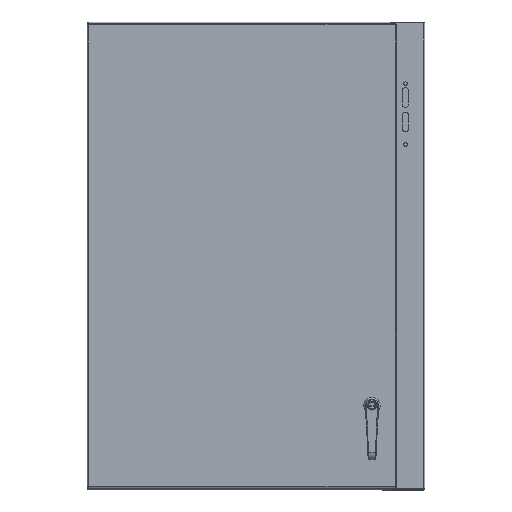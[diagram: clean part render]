
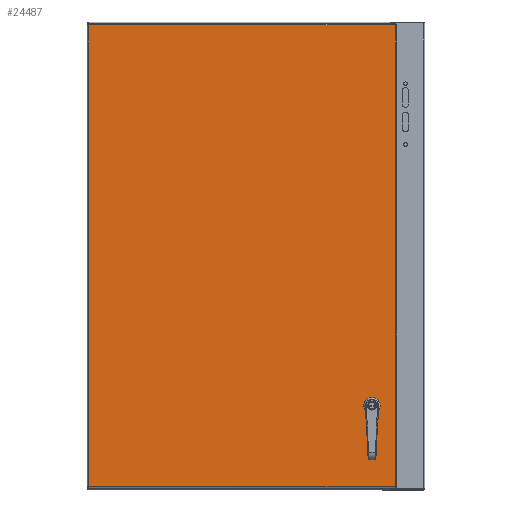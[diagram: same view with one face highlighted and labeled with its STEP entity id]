
A CAD part, top view. The second image highlights one B-rep face of the part: STEP entity #24487.
In plain terms, the highlighted face is planar.
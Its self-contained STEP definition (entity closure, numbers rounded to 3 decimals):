
#1167=FACE_BOUND('',#6099,.T.);
#2442=CIRCLE('',#26767,0.453);
#2444=CIRCLE('',#26771,0.453);
#2446=CIRCLE('',#26775,0.453);
#2448=CIRCLE('',#26779,0.453);
#4340=FACE_OUTER_BOUND('',#6098,.T.);
#6098=EDGE_LOOP('',(#20646,#20647,#20648,#20649));
#6099=EDGE_LOOP('',(#20650,#20651,#20652,#20653,#20654,#20655,#20656,#20657));
#7845=LINE('',#50313,#9598);
#7849=LINE('',#50325,#9602);
#7853=LINE('',#50337,#9606);
#7857=LINE('',#50347,#9610);
#7858=LINE('',#50358,#9611);
#7866=LINE('',#50444,#9619);
#7881=LINE('',#50544,#9634);
#7896=LINE('',#50643,#9649);
#9598=VECTOR('',#32507,0.425);
#9602=VECTOR('',#32519,0.425);
#9606=VECTOR('',#32531,0.425);
#9610=VECTOR('',#32543,0.425);
#9611=VECTOR('',#32546,35.54);
#9619=VECTOR('',#32562,23.602);
#9634=VECTOR('',#32591,35.54);
#9649=VECTOR('',#32620,23.602);
#11670=VERTEX_POINT('',#50304);
#11671=VERTEX_POINT('',#50306);
#11673=VERTEX_POINT('',#50312);
#11675=VERTEX_POINT('',#50318);
#11677=VERTEX_POINT('',#50324);
#11679=VERTEX_POINT('',#50330);
#11681=VERTEX_POINT('',#50336);
#11683=VERTEX_POINT('',#50342);
#11684=VERTEX_POINT('',#50349);
#11685=VERTEX_POINT('',#50357);
#11691=VERTEX_POINT('',#50436);
#11701=VERTEX_POINT('',#50536);
#14710=EDGE_CURVE('',#11671,#11670,#2442,.T.);
#14713=EDGE_CURVE('',#11673,#11671,#7845,.T.);
#14716=EDGE_CURVE('',#11675,#11673,#2444,.T.);
#14719=EDGE_CURVE('',#11677,#11675,#7849,.T.);
#14722=EDGE_CURVE('',#11679,#11677,#2446,.T.);
#14725=EDGE_CURVE('',#11681,#11679,#7853,.T.);
#14728=EDGE_CURVE('',#11683,#11681,#2448,.T.);
#14731=EDGE_CURVE('',#11670,#11683,#7857,.T.);
#14733=EDGE_CURVE('',#11685,#11684,#7858,.T.);
#14745=EDGE_CURVE('',#11684,#11691,#7866,.T.);
#14764=EDGE_CURVE('',#11691,#11701,#7881,.T.);
#14783=EDGE_CURVE('',#11701,#11685,#7896,.T.);
#20646=ORIENTED_EDGE('',*,*,#14733,.T.);
#20647=ORIENTED_EDGE('',*,*,#14745,.T.);
#20648=ORIENTED_EDGE('',*,*,#14764,.T.);
#20649=ORIENTED_EDGE('',*,*,#14783,.T.);
#20650=ORIENTED_EDGE('',*,*,#14710,.T.);
#20651=ORIENTED_EDGE('',*,*,#14731,.T.);
#20652=ORIENTED_EDGE('',*,*,#14728,.T.);
#20653=ORIENTED_EDGE('',*,*,#14725,.T.);
#20654=ORIENTED_EDGE('',*,*,#14722,.T.);
#20655=ORIENTED_EDGE('',*,*,#14719,.T.);
#20656=ORIENTED_EDGE('',*,*,#14716,.T.);
#20657=ORIENTED_EDGE('',*,*,#14713,.T.);
#22759=PLANE('',#26806);
#24487=ADVANCED_FACE('',(#4340,#1167),#22759,.F.);
#26767=AXIS2_PLACEMENT_3D('',#50307,#32501,#32502);
#26771=AXIS2_PLACEMENT_3D('',#50319,#32513,#32514);
#26775=AXIS2_PLACEMENT_3D('',#50331,#32525,#32526);
#26779=AXIS2_PLACEMENT_3D('',#50343,#32537,#32538);
#26806=AXIS2_PLACEMENT_3D('',#50729,#32645,#32646);
#32501=DIRECTION('center_axis',(0.,0.,1.));
#32502=DIRECTION('ref_axis',(-0.469,-0.883,0.));
#32507=DIRECTION('',(0.,1.,0.));
#32513=DIRECTION('center_axis',(0.,0.,1.));
#32514=DIRECTION('ref_axis',(-0.883,0.469,0.));
#32519=DIRECTION('',(1.,0.,0.));
#32525=DIRECTION('center_axis',(0.,0.,1.));
#32526=DIRECTION('ref_axis',(0.469,0.883,0.));
#32531=DIRECTION('',(0.,-1.,0.));
#32537=DIRECTION('center_axis',(0.,0.,1.));
#32538=DIRECTION('ref_axis',(0.883,-0.469,0.));
#32543=DIRECTION('',(-1.,0.,0.));
#32546=DIRECTION('',(0.,-1.,0.));
#32562=DIRECTION('',(-1.,0.,0.));
#32591=DIRECTION('',(0.,1.,0.));
#32620=DIRECTION('',(1.,0.,0.));
#32645=DIRECTION('center_axis',(0.,0.,1.));
#32646=DIRECTION('ref_axis',(1.,0.,0.));
#50304=CARTESIAN_POINT('',(2.113,6.745,0.));
#50306=CARTESIAN_POINT('',(2.3,6.558,0.));
#50307=CARTESIAN_POINT('Origin',(1.9,6.345,0.));
#50312=CARTESIAN_POINT('',(2.3,6.132,0.));
#50313=CARTESIAN_POINT('',(2.3,12.216,0.));
#50318=CARTESIAN_POINT('',(2.113,5.945,0.));
#50319=CARTESIAN_POINT('Origin',(1.9,6.345,0.));
#50324=CARTESIAN_POINT('',(1.687,5.945,0.));
#50325=CARTESIAN_POINT('',(7.009,5.945,0.));
#50330=CARTESIAN_POINT('',(1.5,6.132,0.));
#50331=CARTESIAN_POINT('Origin',(1.9,6.345,0.));
#50336=CARTESIAN_POINT('',(1.5,6.558,0.));
#50337=CARTESIAN_POINT('',(1.5,12.004,0.));
#50342=CARTESIAN_POINT('',(1.687,6.745,0.));
#50343=CARTESIAN_POINT('Origin',(1.9,6.345,0.));
#50347=CARTESIAN_POINT('',(6.797,6.745,0.));
#50349=CARTESIAN_POINT('',(23.707,0.105,0.));
#50357=CARTESIAN_POINT('',(23.707,35.645,0.));
#50358=CARTESIAN_POINT('',(23.707,26.76,0.));
#50436=CARTESIAN_POINT('',(0.105,0.105,0.));
#50444=CARTESIAN_POINT('',(17.807,0.105,0.));
#50536=CARTESIAN_POINT('',(0.105,35.645,0.));
#50544=CARTESIAN_POINT('',(0.105,8.99,0.));
#50643=CARTESIAN_POINT('',(6.006,35.645,0.));
#50729=CARTESIAN_POINT('Origin',(11.906,17.875,0.));
